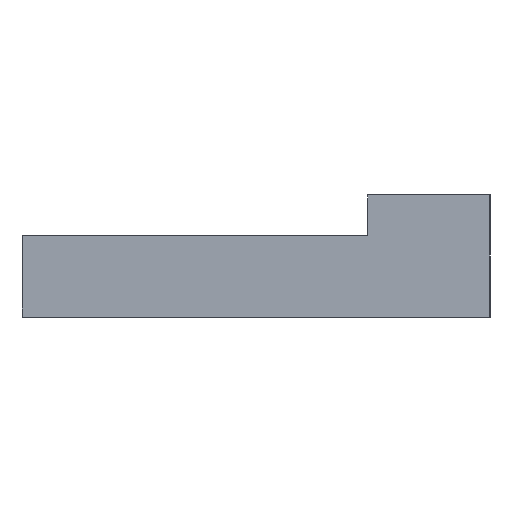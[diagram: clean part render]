
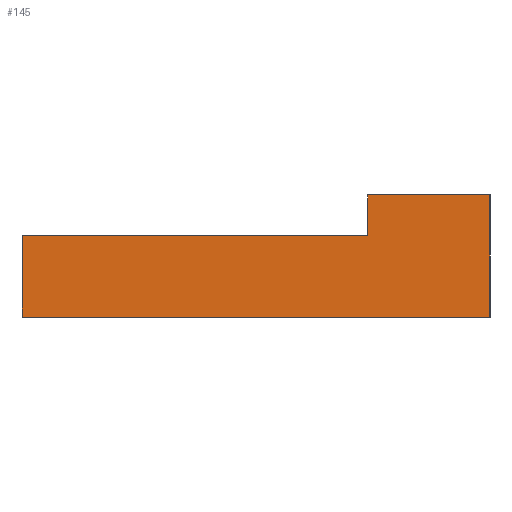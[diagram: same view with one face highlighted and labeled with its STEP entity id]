
A CAD part, left-side view. The second image highlights one B-rep face of the part: STEP entity #145.
In plain terms, the highlighted planar face has unit normal (-1, 0, 0).
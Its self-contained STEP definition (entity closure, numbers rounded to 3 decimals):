
#42=ORIENTED_EDGE('',*,*,#48,.F.);
#43=ORIENTED_EDGE('',*,*,#64,.F.);
#44=ORIENTED_EDGE('',*,*,#61,.F.);
#45=ORIENTED_EDGE('',*,*,#58,.F.);
#46=ORIENTED_EDGE('',*,*,#55,.F.);
#47=ORIENTED_EDGE('',*,*,#52,.F.);
#48=EDGE_CURVE('',#66,#67,#78,.T.);
#52=EDGE_CURVE('',#67,#70,#82,.T.);
#55=EDGE_CURVE('',#70,#72,#85,.T.);
#58=EDGE_CURVE('',#72,#74,#88,.T.);
#61=EDGE_CURVE('',#74,#76,#91,.T.);
#64=EDGE_CURVE('',#76,#66,#94,.T.);
#66=VERTEX_POINT('',#206);
#67=VERTEX_POINT('',#207);
#70=VERTEX_POINT('',#215);
#72=VERTEX_POINT('',#221);
#74=VERTEX_POINT('',#227);
#76=VERTEX_POINT('',#233);
#78=LINE('',#205,#96);
#82=LINE('',#214,#100);
#85=LINE('',#220,#103);
#88=LINE('',#226,#106);
#91=LINE('',#232,#109);
#94=LINE('',#238,#112);
#96=VECTOR('',#171,1000.);
#100=VECTOR('',#177,1000.);
#103=VECTOR('',#182,1000.);
#106=VECTOR('',#187,1000.);
#109=VECTOR('',#192,1000.);
#112=VECTOR('',#197,1000.);
#121=EDGE_LOOP('',(#42,#43,#44,#45,#46,#47));
#129=FACE_BOUND('',#121,.T.);
#137=PLANE('',#166);
#145=ADVANCED_FACE('',(#129),#137,.F.);
#166=AXIS2_PLACEMENT_3D('',#241,#201,#202);
#171=DIRECTION('',(0.,0.,1.));
#177=DIRECTION('',(0.,-1.,0.));
#182=DIRECTION('',(0.,0.,-1.));
#187=DIRECTION('',(0.,1.,0.));
#192=DIRECTION('',(0.,0.,1.));
#197=DIRECTION('',(0.,-1.,0.));
#201=DIRECTION('',(1.,0.,0.));
#202=DIRECTION('',(0.,0.,-1.));
#205=CARTESIAN_POINT('',(0.,3.,2.));
#206=CARTESIAN_POINT('',(0.,3.,2.));
#207=CARTESIAN_POINT('',(0.,3.,3.));
#214=CARTESIAN_POINT('',(0.,3.,3.));
#215=CARTESIAN_POINT('',(0.,0.,3.));
#220=CARTESIAN_POINT('',(0.,0.,3.));
#221=CARTESIAN_POINT('',(0.,0.,0.));
#226=CARTESIAN_POINT('',(0.,0.,0.));
#227=CARTESIAN_POINT('',(0.,11.5,0.));
#232=CARTESIAN_POINT('',(0.,11.5,0.));
#233=CARTESIAN_POINT('',(0.,11.5,2.));
#238=CARTESIAN_POINT('',(0.,11.5,2.));
#241=CARTESIAN_POINT('',(0.,0.,0.));
